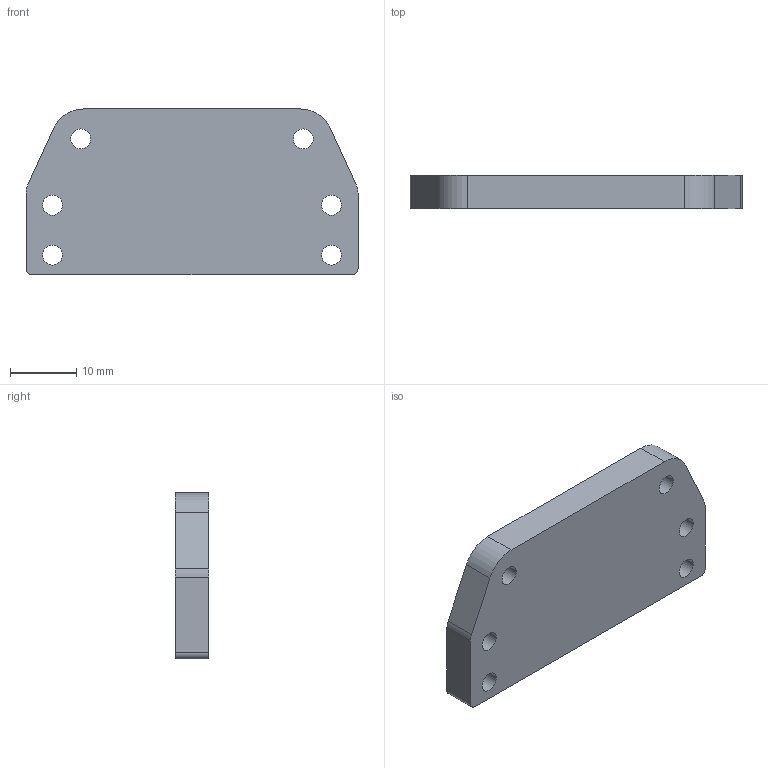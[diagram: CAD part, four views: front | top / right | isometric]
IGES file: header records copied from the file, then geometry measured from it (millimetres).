
Start section:  PTC IGES file: support_reducteur.igs
Global section: file name: support_reducteur.igs; native system: Creo Parametric by PTC Inc.; preprocessor: 2019344; author: MDezaphix; organization: Unknown; date: 20210812.104826; units: millimetre
Bounding box: 50 x 5 x 25 mm (x, y, z)
Surface area: 3253.2 mm2 (no closed solid volume)
Topology: 0 solids, 0 shells, 26 faces, 144 edges, 144 vertices
Faces by surface type: revolution 18, bspline 8
